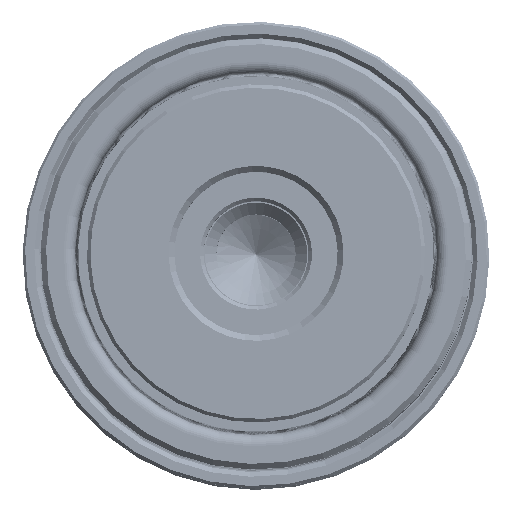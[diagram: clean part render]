
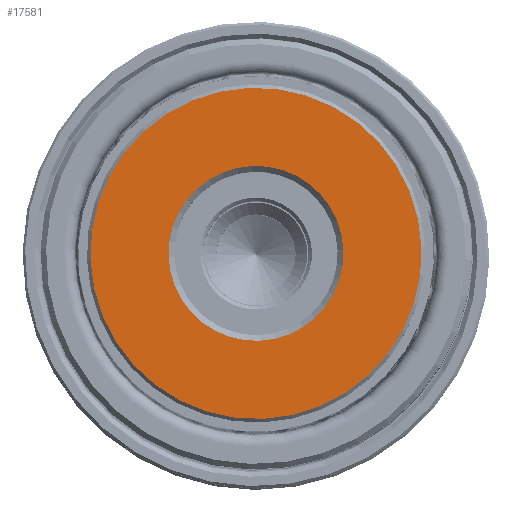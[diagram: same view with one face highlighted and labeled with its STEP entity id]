
A CAD part, top view. The second image highlights one B-rep face of the part: STEP entity #17581.
In plain terms, the highlighted face is planar.
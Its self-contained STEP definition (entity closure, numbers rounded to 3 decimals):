
#424 = AXIS2_PLACEMENT_3D ( 'NONE', #50220, #23906, #54642 ) ;
#2001 = CIRCLE ( 'NONE', #424, 14.2 ) ;
#3384 = CARTESIAN_POINT ( 'NONE',  ( -14.2, 0., 0. ) ) ;
#3955 = DIRECTION ( 'NONE',  ( 0., 0., -1. ) ) ;
#6087 = EDGE_CURVE ( 'NONE', #42859, #52578, #11544, .T. ) ;
#10458 = CARTESIAN_POINT ( 'NONE',  ( 7.5, 0., 0. ) ) ;
#10905 = ORIENTED_EDGE ( 'NONE', *, *, #32510, .T. ) ;
#11544 = CIRCLE ( 'NONE', #42221, 14.2 ) ;
#11569 = DIRECTION ( 'NONE',  ( 0., 0., 1. ) ) ;
#12467 = DIRECTION ( 'NONE',  ( 0., 0., 1. ) ) ;
#12859 = DIRECTION ( 'NONE',  ( 1., 0., 0. ) ) ;
#15035 = ORIENTED_EDGE ( 'NONE', *, *, #20009, .T. ) ;
#16107 = EDGE_LOOP ( 'NONE', ( #10905, #38760 ) ) ;
#16365 = CIRCLE ( 'NONE', #55463, 7.5 ) ;
#17581 = ADVANCED_FACE ( 'NONE', ( #20669, #32311 ), #42843, .F. ) ;
#18648 = VERTEX_POINT ( 'NONE', #20267 ) ;
#19571 = AXIS2_PLACEMENT_3D ( 'NONE', #29190, #39179, #12859 ) ;
#20009 = EDGE_CURVE ( 'NONE', #52578, #42859, #2001, .T. ) ;
#20267 = CARTESIAN_POINT ( 'NONE',  ( -7.5, 0., 0. ) ) ;
#20669 = FACE_OUTER_BOUND ( 'NONE', #47138, .T. ) ;
#23005 = EDGE_CURVE ( 'NONE', #48468, #18648, #16365, .T. ) ;
#23906 = DIRECTION ( 'NONE',  ( 0., 0., -1. ) ) ;
#29190 = CARTESIAN_POINT ( 'NONE',  ( 0., 0., 0. ) ) ;
#30287 = CARTESIAN_POINT ( 'NONE',  ( 0., 0., 0. ) ) ;
#30934 = CARTESIAN_POINT ( 'NONE',  ( 14.2, 0., 0. ) ) ;
#32311 = FACE_BOUND ( 'NONE', #16107, .T. ) ;
#32510 = EDGE_CURVE ( 'NONE', #18648, #48468, #49663, .T. ) ;
#34720 = DIRECTION ( 'NONE',  ( 1., 0., 0. ) ) ;
#37898 = CARTESIAN_POINT ( 'NONE',  ( 0., 0., 0. ) ) ;
#38760 = ORIENTED_EDGE ( 'NONE', *, *, #23005, .T. ) ;
#38776 = CARTESIAN_POINT ( 'NONE',  ( 0., 0., 0. ) ) ;
#39179 = DIRECTION ( 'NONE',  ( 0., 0., 1. ) ) ;
#40929 = AXIS2_PLACEMENT_3D ( 'NONE', #37898, #11569, #42335 ) ;
#42221 = AXIS2_PLACEMENT_3D ( 'NONE', #30287, #3955, #34720 ) ;
#42335 = DIRECTION ( 'NONE',  ( 1., 0., 0. ) ) ;
#42843 = PLANE ( 'NONE',  #19571 ) ;
#42859 = VERTEX_POINT ( 'NONE', #3384 ) ;
#43212 = DIRECTION ( 'NONE',  ( 1., 0., 0. ) ) ;
#44977 = ORIENTED_EDGE ( 'NONE', *, *, #6087, .T. ) ;
#47138 = EDGE_LOOP ( 'NONE', ( #15035, #44977 ) ) ;
#48468 = VERTEX_POINT ( 'NONE', #10458 ) ;
#49663 = CIRCLE ( 'NONE', #40929, 7.5 ) ;
#50220 = CARTESIAN_POINT ( 'NONE',  ( 0., 0., 0. ) ) ;
#52578 = VERTEX_POINT ( 'NONE', #30934 ) ;
#54642 = DIRECTION ( 'NONE',  ( 1., 0., 0. ) ) ;
#55463 = AXIS2_PLACEMENT_3D ( 'NONE', #38776, #12467, #43212 ) ;
